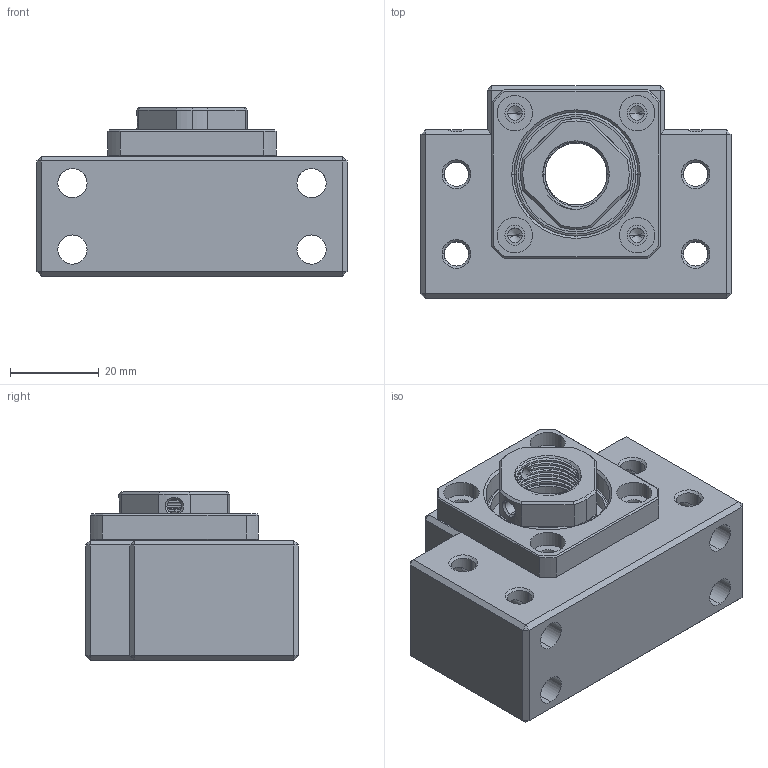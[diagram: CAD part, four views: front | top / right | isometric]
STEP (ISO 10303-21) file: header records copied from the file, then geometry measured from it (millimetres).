
FILE_DESCRIPTION (( 'STEP AP203' ), '1' );
FILE_NAME ('BK15²Õ¦X.STEP', '2011-05-03T02:40:48', ( '' ), ( '' ), 'SwSTEP 2.0', 'SolidWorks 2010', '' );
FILE_SCHEMA (( 'CONFIG_CONTROL_DESIGN' ));
Length unit declared in the file: millimetre
Products named in the file (7): BK15蓋; BK15組合; BK15; BK系列密封圈_BK15密封圈; M15鎖固螺帽_M15; BK15套筒; 7002_7002A
Assembly tree (9 placements, depth 2):
  BK15組合
    BK15套筒  x2
    BK系列密封圈_BK15密封圈  x2
    7002_7002A  x2
    BK15蓋
    BK15
    M15鎖固螺帽_M15
Bounding box: 70 x 48 x 38 mm (x, y, z)
Volume: 69751.1 mm3; surface area: 37274.6 mm2
Topology: 39 solids, 39 shells, 469 faces, 1186 edges, 729 vertices
Faces by surface type: cylinder 151, plane 104, cone 78, torus 62, sphere 56, bspline 18
Entity records: 20434 total; most frequent: CARTESIAN_POINT 11244, ORIENTED_EDGE 1748, DIRECTION 1739, EDGE_CURVE 874, AXIS2_PLACEMENT_3D 708, VERTEX_POINT 539, EDGE_LOOP 427, ADVANCED_FACE 373
